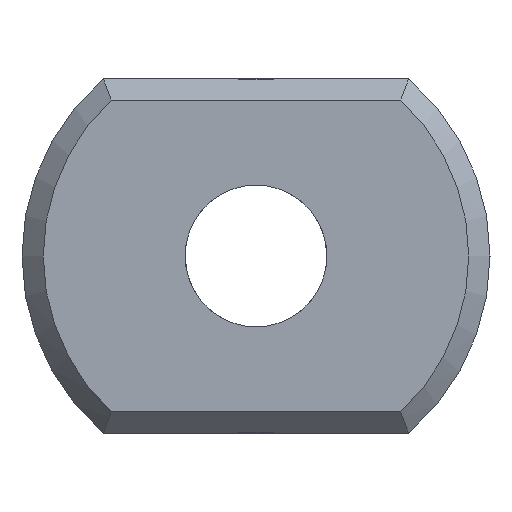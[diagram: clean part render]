
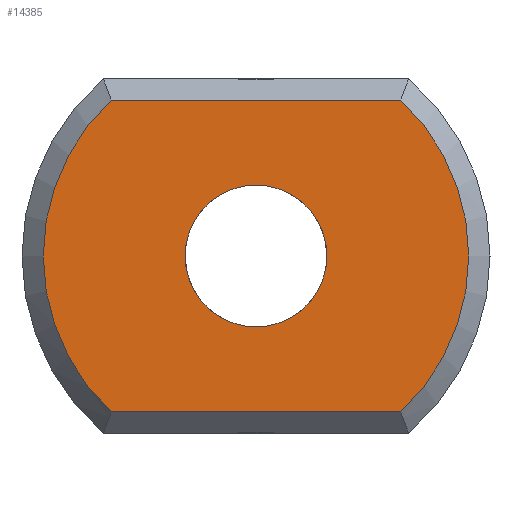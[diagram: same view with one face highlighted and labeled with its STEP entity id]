
A CAD part, left-side view. The second image highlights one B-rep face of the part: STEP entity #14385.
In plain terms, the highlighted planar face has unit normal (-1, 0, 0).
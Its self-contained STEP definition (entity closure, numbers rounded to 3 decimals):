
#3579 = VERTEX_POINT('',#3580);
#3580 = CARTESIAN_POINT('',(0.,-2.04,2.2));
#3589 = VERTEX_POINT('',#3590);
#3590 = CARTESIAN_POINT('',(0.,-2.04,-2.2));
#3597 = EDGE_CURVE('',#3579,#3589,#3598,.T.);
#3598 = CIRCLE('',#3599,3.);
#3599 = AXIS2_PLACEMENT_3D('',#3600,#3601,#3602);
#3600 = CARTESIAN_POINT('',(0.,0.,0.));
#3601 = DIRECTION('',(1.,0.,0.));
#3602 = DIRECTION('',(0.,-0.653,0.758)
  );
#3852 = VERTEX_POINT('',#3853);
#3853 = CARTESIAN_POINT('',(0.,2.04,2.2));
#3860 = EDGE_CURVE('',#3579,#3852,#3861,.T.);
#3861 = LINE('',#3862,#3863);
#3862 = CARTESIAN_POINT('',(0.,-2.154,2.2));
#3863 = VECTOR('',#3864,1.);
#3864 = DIRECTION('',(0.,1.,0.));
#14385 = ADVANCED_FACE('',(#14386,#14405),#14416,.F.);
#14386 = FACE_BOUND('',#14387,.F.);
#14387 = EDGE_LOOP('',(#14388,#14397,#14398,#14399));
#14388 = ORIENTED_EDGE('',*,*,#14389,.T.);
#14389 = EDGE_CURVE('',#14390,#3852,#14392,.T.);
#14390 = VERTEX_POINT('',#14391);
#14391 = CARTESIAN_POINT('',(0.,2.04,-2.2));
#14392 = CIRCLE('',#14393,3.);
#14393 = AXIS2_PLACEMENT_3D('',#14394,#14395,#14396);
#14394 = CARTESIAN_POINT('',(0.,0.,0.));
#14395 = DIRECTION('',(1.,0.,0.));
#14396 = DIRECTION('',(0.,0.653,-0.758)
  );
#14397 = ORIENTED_EDGE('',*,*,#3860,.F.);
#14398 = ORIENTED_EDGE('',*,*,#3597,.T.);
#14399 = ORIENTED_EDGE('',*,*,#14400,.T.);
#14400 = EDGE_CURVE('',#3589,#14390,#14401,.T.);
#14401 = LINE('',#14402,#14403);
#14402 = CARTESIAN_POINT('',(0.,-2.154,-2.2));
#14403 = VECTOR('',#14404,1.);
#14404 = DIRECTION('',(0.,1.,0.));
#14405 = FACE_BOUND('',#14406,.T.);
#14406 = EDGE_LOOP('',(#14407));
#14407 = ORIENTED_EDGE('',*,*,#14408,.T.);
#14408 = EDGE_CURVE('',#14409,#14409,#14411,.T.);
#14409 = VERTEX_POINT('',#14410);
#14410 = CARTESIAN_POINT('',(0.,1.,0.)
  );
#14411 = CIRCLE('',#14412,1.);
#14412 = AXIS2_PLACEMENT_3D('',#14413,#14414,#14415);
#14413 = CARTESIAN_POINT('',(0.,0.,0.));
#14414 = DIRECTION('',(1.,0.,0.));
#14415 = DIRECTION('',(0.,1.,0.));
#14416 = PLANE('',#14417);
#14417 = AXIS2_PLACEMENT_3D('',#14418,#14419,#14420);
#14418 = CARTESIAN_POINT('',(0.,0.,0.));
#14419 = DIRECTION('',(1.,0.,0.));
#14420 = DIRECTION('',(0.,0.,1.));
